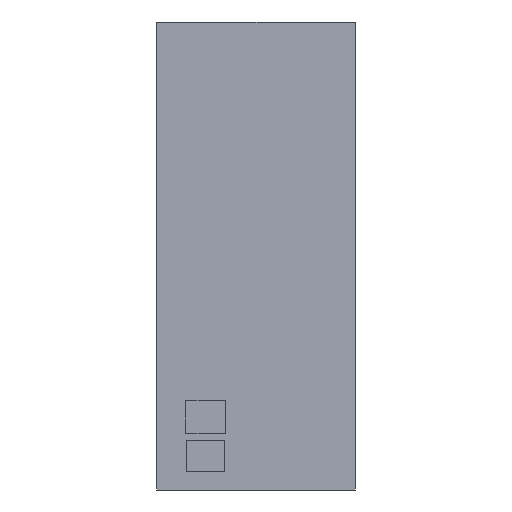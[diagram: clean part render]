
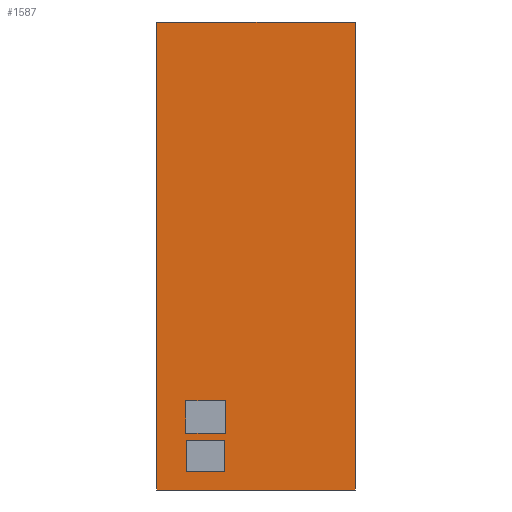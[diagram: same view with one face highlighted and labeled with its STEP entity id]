
A CAD part, left-side view. The second image highlights one B-rep face of the part: STEP entity #1587.
In plain terms, the highlighted free-form (B-spline) face has degree [1, 1] with [2, 2] control points.
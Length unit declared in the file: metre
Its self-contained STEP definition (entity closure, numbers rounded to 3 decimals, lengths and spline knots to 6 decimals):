
#26=LINE('',#2112,#218);
#27=LINE('',#2115,#219);
#28=LINE('',#2117,#220);
#29=LINE('',#2119,#221);
#30=LINE('',#2120,#222);
#31=LINE('',#2123,#223);
#32=LINE('',#2125,#224);
#33=LINE('',#2127,#225);
#34=LINE('',#2128,#226);
#35=LINE('',#2131,#227);
#36=LINE('',#2133,#228);
#37=LINE('',#2135,#229);
#218=VECTOR('',#1743,1.);
#219=VECTOR('',#1744,1.);
#220=VECTOR('',#1745,1.);
#221=VECTOR('',#1746,1.);
#222=VECTOR('',#1747,1.);
#223=VECTOR('',#1748,1.);
#224=VECTOR('',#1749,1.);
#225=VECTOR('',#1750,1.);
#226=VECTOR('',#1751,1.);
#227=VECTOR('',#1752,1.);
#228=VECTOR('',#1753,1.);
#229=VECTOR('',#1754,1.);
#397=B_SPLINE_SURFACE_WITH_KNOTS('',1,1,((#2108,#2109),(#2110,#2111)),
 .PLANE_SURF.,.F.,.F.,.F.,(2,2),(2,2),(0.,1.),(0.,1.),.UNSPECIFIED.);
#517=ORIENTED_EDGE('',*,*,#985,.F.);
#518=ORIENTED_EDGE('',*,*,#986,.F.);
#519=ORIENTED_EDGE('',*,*,#987,.T.);
#520=ORIENTED_EDGE('',*,*,#988,.T.);
#521=ORIENTED_EDGE('',*,*,#989,.F.);
#522=ORIENTED_EDGE('',*,*,#990,.T.);
#523=ORIENTED_EDGE('',*,*,#991,.T.);
#524=ORIENTED_EDGE('',*,*,#992,.F.);
#525=ORIENTED_EDGE('',*,*,#993,.F.);
#526=ORIENTED_EDGE('',*,*,#994,.T.);
#527=ORIENTED_EDGE('',*,*,#995,.T.);
#528=ORIENTED_EDGE('',*,*,#996,.F.);
#985=EDGE_CURVE('',#1219,#1220,#26,.T.);
#986=EDGE_CURVE('',#1221,#1219,#27,.T.);
#987=EDGE_CURVE('',#1221,#1222,#28,.T.);
#988=EDGE_CURVE('',#1222,#1220,#29,.T.);
#989=EDGE_CURVE('',#1223,#1224,#30,.T.);
#990=EDGE_CURVE('',#1223,#1225,#31,.T.);
#991=EDGE_CURVE('',#1225,#1226,#32,.T.);
#992=EDGE_CURVE('',#1224,#1226,#33,.T.);
#993=EDGE_CURVE('',#1227,#1228,#34,.T.);
#994=EDGE_CURVE('',#1227,#1229,#35,.T.);
#995=EDGE_CURVE('',#1229,#1230,#36,.T.);
#996=EDGE_CURVE('',#1228,#1230,#37,.T.);
#1219=VERTEX_POINT('',#2113);
#1220=VERTEX_POINT('',#2114);
#1221=VERTEX_POINT('',#2116);
#1222=VERTEX_POINT('',#2118);
#1223=VERTEX_POINT('',#2121);
#1224=VERTEX_POINT('',#2122);
#1225=VERTEX_POINT('',#2124);
#1226=VERTEX_POINT('',#2126);
#1227=VERTEX_POINT('',#2129);
#1228=VERTEX_POINT('',#2130);
#1229=VERTEX_POINT('',#2132);
#1230=VERTEX_POINT('',#2134);
#1371=EDGE_LOOP('',(#517,#518,#519,#520));
#1372=EDGE_LOOP('',(#521,#522,#523,#524));
#1373=EDGE_LOOP('',(#525,#526,#527,#528));
#1473=FACE_BOUND('',#1371,.T.);
#1474=FACE_BOUND('',#1372,.T.);
#1475=FACE_BOUND('',#1373,.T.);
#1587=ADVANCED_FACE('',(#1473,#1474,#1475),#397,.T.);
#1743=DIRECTION('',(0.,0.,1.));
#1744=DIRECTION('',(0.,1.,0.));
#1745=DIRECTION('',(0.,0.,1.));
#1746=DIRECTION('',(0.,1.,0.));
#1747=DIRECTION('',(0.,0.,1.));
#1748=DIRECTION('',(0.,1.,0.));
#1749=DIRECTION('',(0.,0.,1.));
#1750=DIRECTION('',(0.,1.,0.));
#1751=DIRECTION('',(0.,-1.,0.));
#1752=DIRECTION('',(0.,0.,1.));
#1753=DIRECTION('',(0.,-1.,0.));
#1754=DIRECTION('',(0.,0.,1.));
#2108=CARTESIAN_POINT('',(-0.198787,-0.097,-0.1815));
#2109=CARTESIAN_POINT('',(-0.198787,0.057,-0.1815));
#2110=CARTESIAN_POINT('',(-0.198787,-0.097,0.1815));
#2111=CARTESIAN_POINT('',(-0.198787,0.057,0.1815));
#2112=CARTESIAN_POINT('',(-0.198787,0.05,0.));
#2113=CARTESIAN_POINT('',(-0.198787,0.05,-0.165));
#2114=CARTESIAN_POINT('',(-0.198787,0.05,0.165));
#2115=CARTESIAN_POINT('',(-0.198787,-0.09,-0.165));
#2116=CARTESIAN_POINT('',(-0.198787,-0.09,-0.165));
#2117=CARTESIAN_POINT('',(-0.198787,-0.09,0.));
#2118=CARTESIAN_POINT('',(-0.198787,-0.09,0.165));
#2119=CARTESIAN_POINT('',(-0.198787,-0.09,0.165));
#2120=CARTESIAN_POINT('',(-0.198787,0.0015,-0.1135));
#2121=CARTESIAN_POINT('',(-0.198787,0.0015,-0.125));
#2122=CARTESIAN_POINT('',(-0.198787,0.0015,-0.102));
#2123=CARTESIAN_POINT('',(-0.198787,0.0155,-0.125));
#2124=CARTESIAN_POINT('',(-0.198787,0.0295,-0.125));
#2125=CARTESIAN_POINT('',(-0.198787,0.0295,-0.1135));
#2126=CARTESIAN_POINT('',(-0.198787,0.0295,-0.102));
#2127=CARTESIAN_POINT('',(-0.198787,0.0155,-0.102));
#2128=CARTESIAN_POINT('',(-0.198787,0.0155,-0.152));
#2129=CARTESIAN_POINT('',(-0.198787,0.029,-0.152));
#2130=CARTESIAN_POINT('',(-0.198787,0.002,-0.152));
#2131=CARTESIAN_POINT('',(-0.198787,0.029,-0.141));
#2132=CARTESIAN_POINT('',(-0.198787,0.029,-0.13));
#2133=CARTESIAN_POINT('',(-0.198787,0.0155,-0.13));
#2134=CARTESIAN_POINT('',(-0.198787,0.002,-0.13));
#2135=CARTESIAN_POINT('',(-0.198787,0.002,-0.141));
